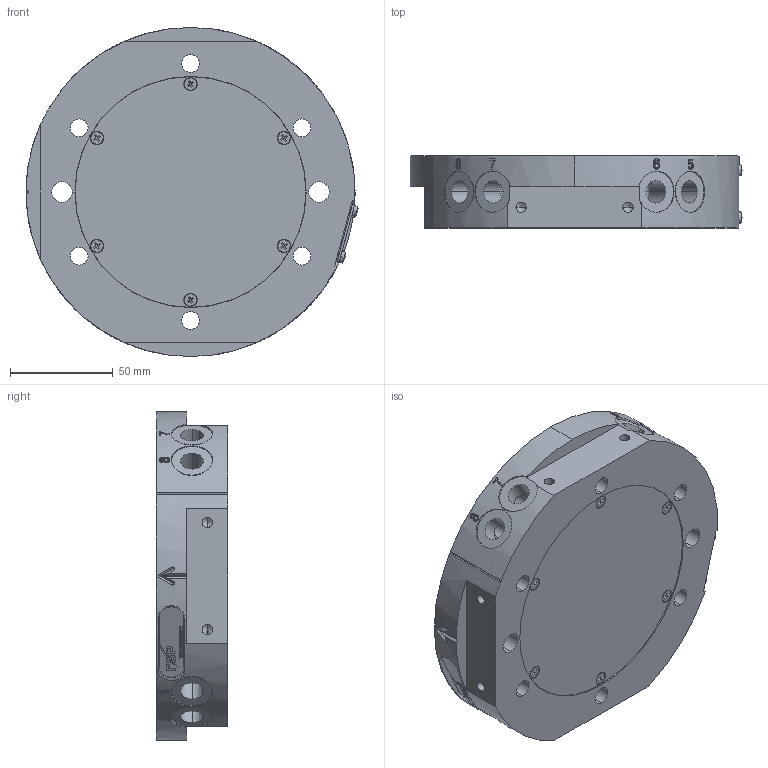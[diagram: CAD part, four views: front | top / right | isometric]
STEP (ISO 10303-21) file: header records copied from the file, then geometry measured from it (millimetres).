
FILE_DESCRIPTION (( 'STEP AP203' ), '1' );
FILE_NAME ('P6417.STEP', '2018-11-28T09:42:48', ( '' ), ( '' ), 'SwSTEP 2.0', 'SolidWorks 2017', '' );
FILE_SCHEMA (( 'CONFIG_CONTROL_DESIGN' ));
Length unit declared in the file: millimetre
Products named in the file (1): P6417
Bounding box: 161.41 x 35 x 160 mm (x, y, z)
Volume: 355480.7 mm3; surface area: 107836.7 mm2
Topology: 16 solids, 16 shells, 931 faces, 2392 edges, 1542 vertices
Faces by surface type: plane 414, bspline 208, cylinder 204, cone 95, sphere 8, torus 2
Entity records: 39799 total; most frequent: CARTESIAN_POINT 18311, ORIENTED_EDGE 4728, DIRECTION 3795, EDGE_CURVE 2364, VERTEX_POINT 1542, VECTOR 1363, LINE 1363, AXIS2_PLACEMENT_3D 1216
